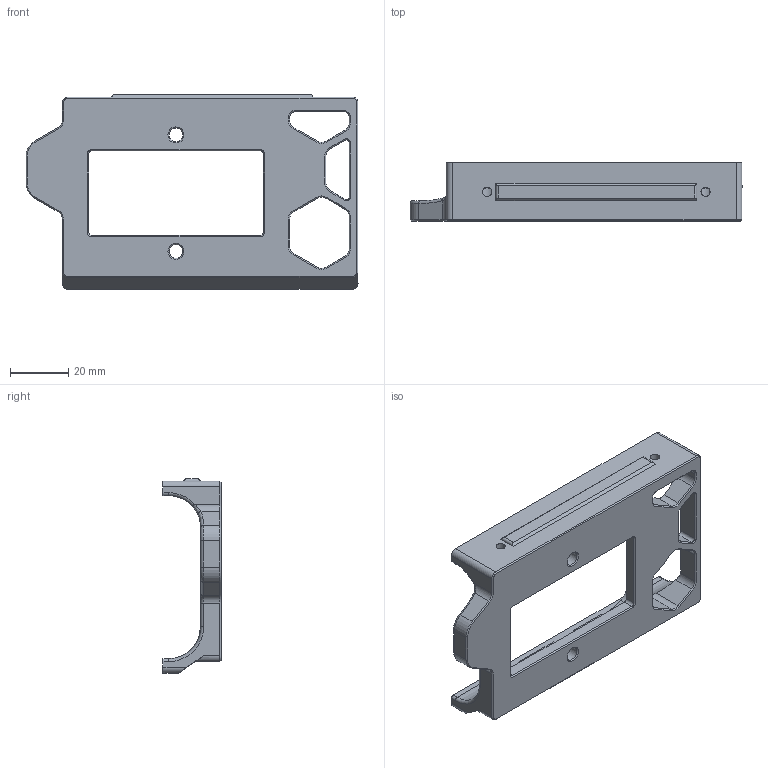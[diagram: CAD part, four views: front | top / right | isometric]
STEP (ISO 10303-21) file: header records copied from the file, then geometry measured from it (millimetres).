
FILE_DESCRIPTION(/* description */ (''),/* implementation_level */ '2;1');
FILE_NAME(/* name */ 'Trident_2.4_ComboInletSkirt v8.step',/* time_stamp */ '2022-06-26T11:49:20-07:00',/* author */ (''),/* organization */ (''),/* preprocessor_version */ 'ST-DEVELOPER v19',/* originating_system */ 'Autodesk Translation Framework v11.7.0.108',/* authorisation */ '');
FILE_SCHEMA (('AUTOMOTIVE_DESIGN { 1 0 10303 214 3 1 1 }'));
Length unit declared in the file: millimetre
Products named in the file (2): Trident_2.4_ComboInletSkirt; Trident_ComboWideInlet
Assembly tree (1 placements, depth 2):
  Trident_2.4_ComboInletSkirt
    Trident_ComboWideInlet
Bounding box: 114 x 20 x 66.8 mm (x, y, z)
Volume: 36743.3 mm3; surface area: 20426.5 mm2
Topology: 1 solids, 1 shells, 260 faces, 704 edges, 447 vertices
Faces by surface type: plane 119, cylinder 103, cone 29, torus 7, bspline 2
Full cylindrical faces by diameter (mm): 3.2 x2, 4.7 x3, 6 x2
Entity records: 8682 total; most frequent: CARTESIAN_POINT 1968, DIRECTION 1412, ORIENTED_EDGE 1408, EDGE_CURVE 704, AXIS2_PLACEMENT_3D 503, VERTEX_POINT 447, LINE 406, VECTOR 406
